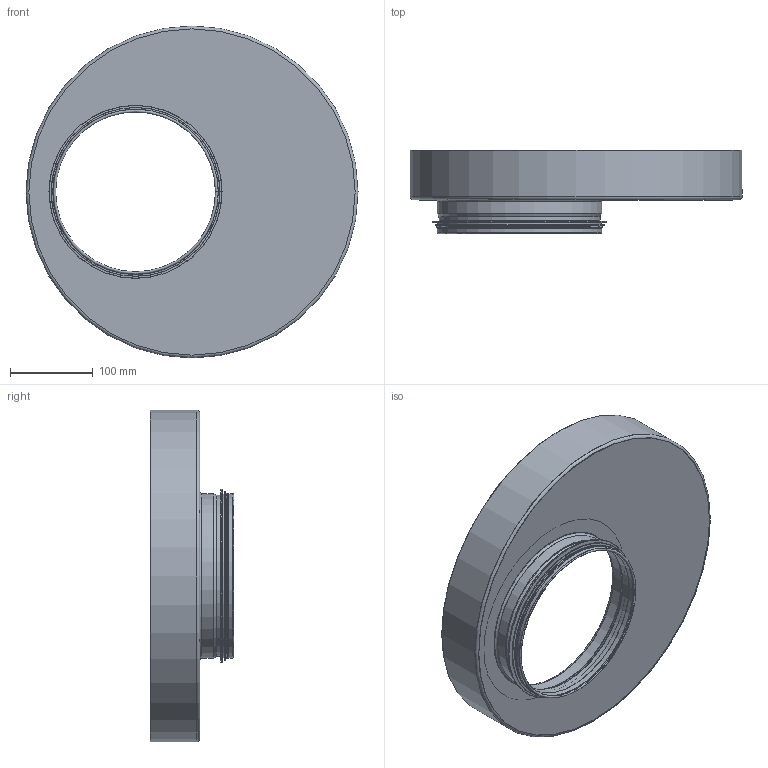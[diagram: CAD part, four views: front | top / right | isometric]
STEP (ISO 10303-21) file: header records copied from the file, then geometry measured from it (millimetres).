
FILE_DESCRIPTION((''),'2;1');
FILE_NAME('HFEM_400-200.stp','2014-02-19T14:49:40',(''),(''),'Autodesk Inventor 2013','Autodesk Inventor 2013','');
FILE_SCHEMA(('AUTOMOTIVE_DESIGN { 1 2 10303 214 0 1 1 1 }'));
Length unit declared in the file: millimetre
Products named in the file (5): HFEM_400-200; FD10009; CE10006; HSK-Rörämne-06; 999006
Assembly tree (4 placements, depth 3):
  HFEM_400-200
    FD10009
    CE10006
      HSK-Rörämne-06
      999006
Bounding box: 401.5 x 101 x 401.5 mm (x, y, z)
Volume: 126628.1 mm3; surface area: 455088.2 mm2
Topology: 3 solids, 3 shells, 73 faces, 139 edges, 76 vertices
Faces by surface type: plane 33, torus 18, cylinder 16, cone 6
Full cylindrical faces by diameter (mm): 193.15 x1, 194.15 x1, 195.35 x1, 197.95 x5, 198.95 x2, 203.95 x1, 204.35 x1, 209.35 x1, 240 x1, 400.5 x1, 401.5 x1
Entity records: 1941 total; most frequent: DIRECTION 354, CARTESIAN_POINT 276, ORIENTED_EDGE 238, AXIS2_PLACEMENT_3D 153, EDGE_CURVE 119, EDGE_LOOP 100, VERTEX_POINT 75, STYLED_ITEM 75
